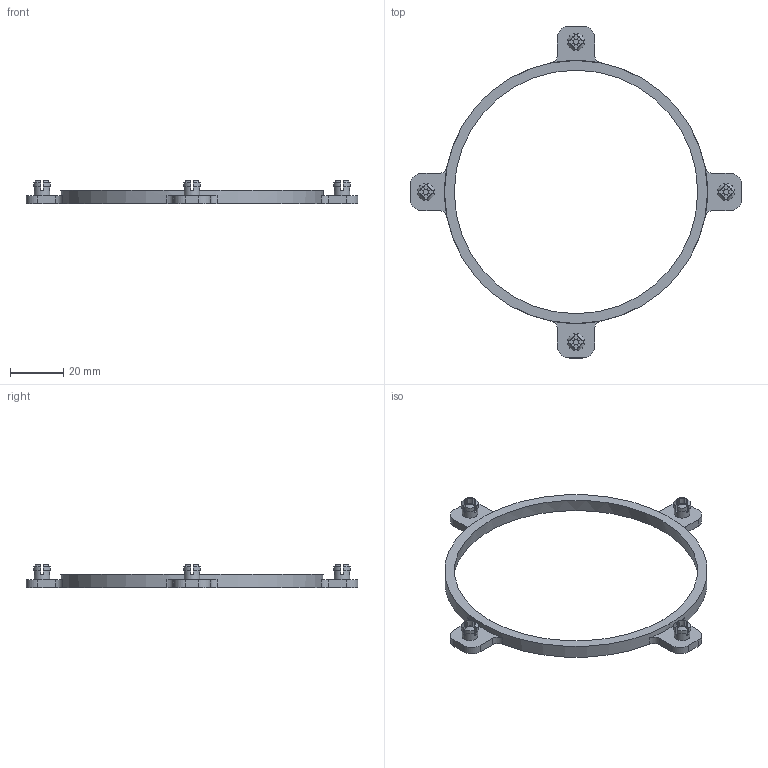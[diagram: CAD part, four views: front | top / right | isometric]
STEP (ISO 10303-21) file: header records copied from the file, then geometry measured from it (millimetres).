
FILE_DESCRIPTION(('FreeCAD Model'),'2;1');
FILE_NAME('bague-inf.step', '2018-03-04T10:03:19',('Author'),(''), 'Open CASCADE STEP processor 6.8','FreeCAD','Unknown');
FILE_SCHEMA(('AUTOMOTIVE_DESIGN_CC2 { 1 2 10303 214 -1 1 5 4 }'));
Length unit declared in the file: millimetre
Products named in the file (1): refine_Cut006
Bounding box: 125 x 125 x 8.8 mm (x, y, z)
Volume: 7738.8 mm3; surface area: 7457.3 mm2
Topology: 1 solids, 1 shells, 192 faces, 590 edges, 404 vertices
Faces by surface type: plane 118, cylinder 57, cone 17
Full cylindrical faces by diameter (mm): 2 x4, 5.8 x4, 99 x1
Entity records: 14966 total; most frequent: CARTESIAN_POINT 3489, DIRECTION 2165, ORIENTED_EDGE 1180, PCURVE 1180, DEFINITIONAL_REPRESENTATION 1180, LINE 1082, VECTOR 1082, EDGE_CURVE 590
